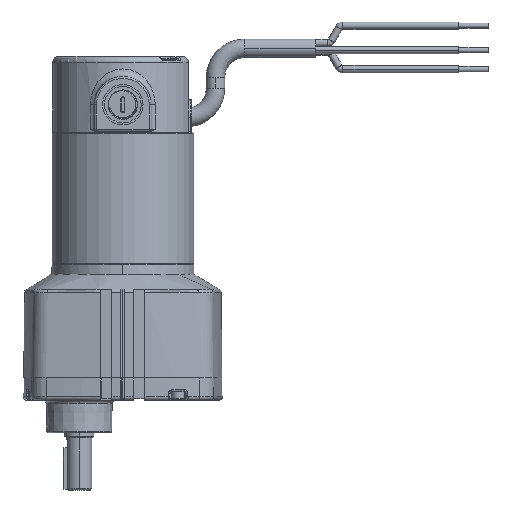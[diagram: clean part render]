
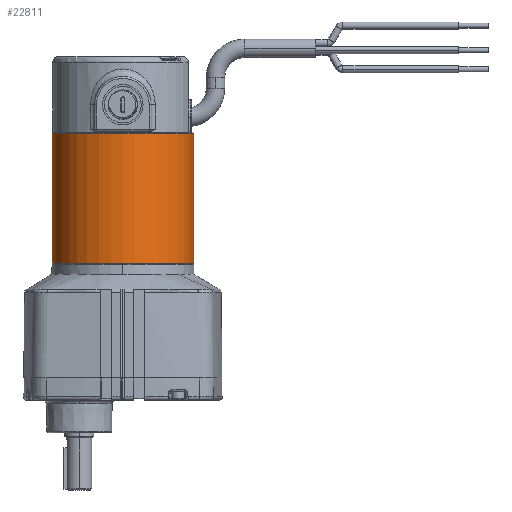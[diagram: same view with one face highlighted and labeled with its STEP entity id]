
A CAD part, left-side view. The second image highlights one B-rep face of the part: STEP entity #22811.
In plain terms, the highlighted cylindrical face has radius 30.671 mm (diameter 61.341 mm), a partial arc.
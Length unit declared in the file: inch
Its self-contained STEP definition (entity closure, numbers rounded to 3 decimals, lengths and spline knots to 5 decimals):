
#717 = VERTEX_POINT ( 'NONE', #23029 ) ;
#718 = VERTEX_POINT ( 'NONE', #22968 ) ;
#881 = VERTEX_POINT ( 'NONE', #27646 ) ;
#882 = VERTEX_POINT ( 'NONE', #27615 ) ;
#4632 = CYLINDRICAL_SURFACE ( 'NONE', #6705, 1.2075 ) ;
#4647 = FACE_OUTER_BOUND ( 'NONE', #11920, .T. ) ;
#6705 = AXIS2_PLACEMENT_3D ( 'NONE', #17196, #17194, #17189 ) ;
#11664 = CIRCLE ( 'NONE', #35447, 1.2075 ) ;
#11920 = EDGE_LOOP ( 'NONE', ( #47378, #47385, #47371, #47364 ) ) ;
#17189 = DIRECTION ( 'NONE',  ( 0., 1., 0. ) ) ;
#17194 = DIRECTION ( 'NONE',  ( 0., 0., -1. ) ) ;
#17196 = CARTESIAN_POINT ( 'NONE',  ( 0., 0., 0. ) ) ;
#22811 = ADVANCED_FACE ( 'NONE', ( #4647 ), #4632, .T. ) ;
#22968 = CARTESIAN_POINT ( 'NONE',  ( 0., 1.2075, 0.015 ) ) ;
#23029 = CARTESIAN_POINT ( 'NONE',  ( 0., -1.2075, 0.015 ) ) ;
#27615 = CARTESIAN_POINT ( 'NONE',  ( 0., -1.2075, 2.235 ) ) ;
#27646 = CARTESIAN_POINT ( 'NONE',  ( 0., 1.2075, 2.235 ) ) ;
#35447 = AXIS2_PLACEMENT_3D ( 'NONE', #36510, #36512, #36514 ) ;
#35591 = AXIS2_PLACEMENT_3D ( 'NONE', #39959, #39960, #39961 ) ;
#36510 = CARTESIAN_POINT ( 'NONE',  ( 0., 0., 0.015 ) ) ;
#36512 = DIRECTION ( 'NONE',  ( 0., 0., -1. ) ) ;
#36514 = DIRECTION ( 'NONE',  ( 0., 1., 0. ) ) ;
#37958 = CARTESIAN_POINT ( 'NONE',  ( 0., -1.2075, 0. ) ) ;
#37959 = DIRECTION ( 'NONE',  ( 0., 0., -1. ) ) ;
#38414 = LINE ( 'NONE', #37958, #38417 ) ;
#38417 = VECTOR ( 'NONE', #37959, 39.37008 ) ;
#38490 = CIRCLE ( 'NONE', #35591, 1.2075 ) ;
#38522 = LINE ( 'NONE', #40105, #38524 ) ;
#38524 = VECTOR ( 'NONE', #40103, 39.37008 ) ;
#39959 = CARTESIAN_POINT ( 'NONE',  ( 0., 0., 2.235 ) ) ;
#39960 = DIRECTION ( 'NONE',  ( 0., 0., -1. ) ) ;
#39961 = DIRECTION ( 'NONE',  ( 0., 1., 0. ) ) ;
#40103 = DIRECTION ( 'NONE',  ( 0., 0., -1. ) ) ;
#40105 = CARTESIAN_POINT ( 'NONE',  ( 0., 1.2075, 0. ) ) ;
#45762 = EDGE_CURVE ( 'NONE', #717, #718, #11664, .T. ) ;
#46019 = EDGE_CURVE ( 'NONE', #882, #717, #38414, .T. ) ;
#46099 = EDGE_CURVE ( 'NONE', #882, #881, #38490, .T. ) ;
#46132 = EDGE_CURVE ( 'NONE', #881, #718, #38522, .T. ) ;
#47364 = ORIENTED_EDGE ( 'NONE', *, *, #45762, .F. ) ;
#47371 = ORIENTED_EDGE ( 'NONE', *, *, #46132, .T. ) ;
#47378 = ORIENTED_EDGE ( 'NONE', *, *, #46019, .F. ) ;
#47385 = ORIENTED_EDGE ( 'NONE', *, *, #46099, .T. ) ;
